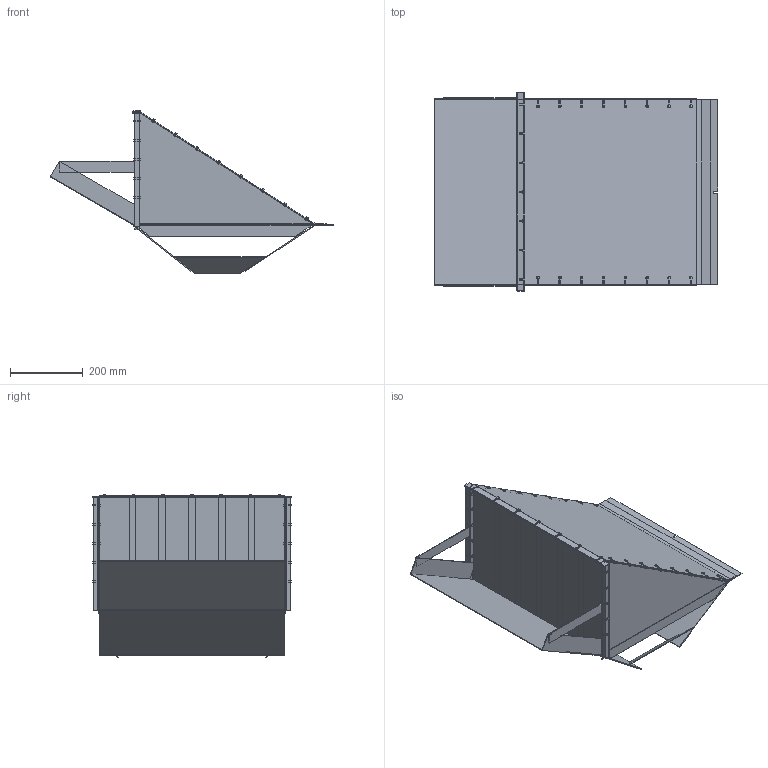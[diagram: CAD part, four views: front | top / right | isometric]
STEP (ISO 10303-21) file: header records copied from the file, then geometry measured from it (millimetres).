
FILE_DESCRIPTION(/* description */ ('CAx-IF Rec.Pracs.---Representation and Presentation of Product Manufacturing Information (PMI)---4.0---2014-10-13','CAx-IF Rec.Pracs.---3D Tessellated Geometry---0.4---2014-09-14','2;1'),/* implementation_level */ '2;1');
FILE_NAME(/* name */ 'A_Cover',/* time_stamp */ '2024-04-10T10:29:36+02:00',/* author */ ('Philippe COLBACH'),/* organization */ ('ETH Zurich'),/* preprocessor_version */ 'ST-DEVELOPER v18.1',/* originating_system */ 'SIEMENS PLM Software NX 1988',/* authorisation */ $);
FILE_SCHEMA (('AP242_MANAGED_MODEL_BASED_3D_ENGINEERING_MIM_LF { 1 0 10303 442 3 1 4 }'));
Products named in the file (18): A_Cover; M_Zip_Tie_Symbolic_Square; M_Zip_Tie_Symbolic_Flat; M_Soft_Cover; FlatPattern_Geometry; M_Front_Flap; M_Top_Funnel_Side; M_Chute_Side; M_Cover_Support_Mirror; M_Top_Funnel_Support; M_Cover_Crossbar; M_Chute_Support; M_Cover_Strut; M_Chute_Plate; M_Cover_Support; M_Top_Funnel_Plate_S; M_Top_Funnel_Plate_L
Assembly tree (57 placements, depth 3):
  A_Cover
    M_Zip_Tie_Symbolic_Square  x10
    M_Zip_Tie_Symbolic_Flat  x23
    M_Soft_Cover
      FlatPattern_Geometry
    M_Front_Flap  x6
      FlatPattern_Geometry
    M_Top_Funnel_Side  x2
    M_Chute_Side  x2
    M_Cover_Support_Mirror
    M_Top_Funnel_Support
    M_Cover_Crossbar
    M_Chute_Support  x2
    M_Cover_Strut  x2
    M_Chute_Plate
    M_Cover_Support
    M_Top_Funnel_Plate_S
    M_Top_Funnel_Plate_L
Bounding box: 779.5 x 547 x 450.83 mm (x, y, z)
Volume: 2074023.4 mm3; surface area: 2493202.8 mm2
Topology: 55 solids, 55 shells, 2482 faces, 6185 edges, 3770 vertices
Faces by surface type: cylinder 1136, plane 710, torus 500, sphere 132, bspline 4
Entity records: 14000 total; most frequent: DIRECTION 2515, CARTESIAN_POINT 2326, ORIENTED_EDGE 1560, AXIS2_PLACEMENT_3D 955, EDGE_CURVE 780, LINE 605, VECTOR 605, VERTEX_POINT 488
